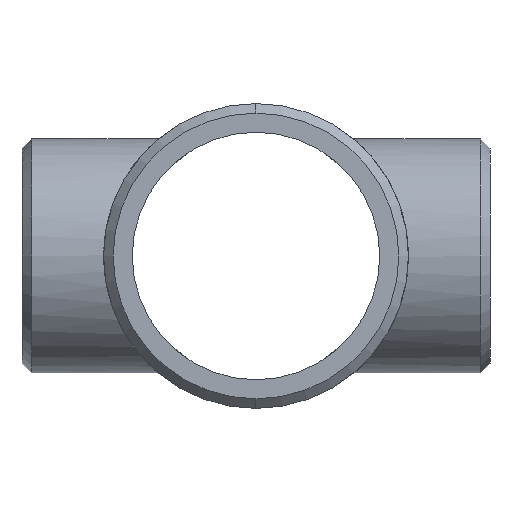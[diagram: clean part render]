
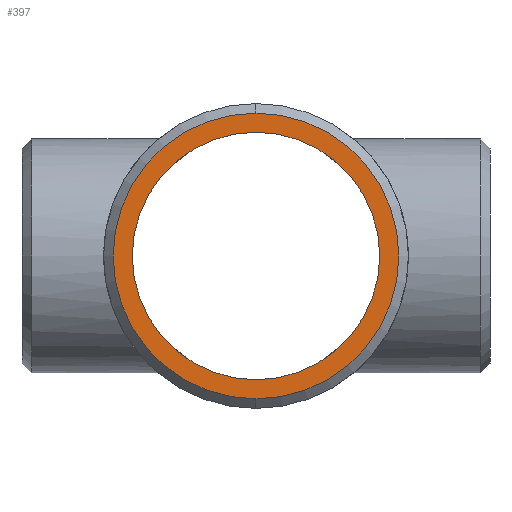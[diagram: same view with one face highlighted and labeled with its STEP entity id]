
A CAD part, left-side view. The second image highlights one B-rep face of the part: STEP entity #397.
In plain terms, the highlighted planar face has unit normal (-1, 0, 0).
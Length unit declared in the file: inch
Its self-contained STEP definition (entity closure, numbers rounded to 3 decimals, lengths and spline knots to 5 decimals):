
#11 = CARTESIAN_POINT ( 'NONE',  ( -7., 0., 4.04183 ) ) ;
#20 = CARTESIAN_POINT ( 'NONE',  ( -7., 0., -3.5005 ) ) ;
#63 = DIRECTION ( 'NONE',  ( -1., 0., 0. ) ) ;
#69 = DIRECTION ( 'NONE',  ( -1., 0., 0. ) ) ;
#83 = CARTESIAN_POINT ( 'NONE',  ( -7., 0., 0. ) ) ;
#152 = AXIS2_PLACEMENT_3D ( 'NONE', #830, #597, #697 ) ;
#178 = AXIS2_PLACEMENT_3D ( 'NONE', #928, #256, #699 ) ;
#195 = CARTESIAN_POINT ( 'NONE',  ( -7., 0., 0. ) ) ;
#198 = CARTESIAN_POINT ( 'NONE',  ( -7., 0., -4.04183 ) ) ;
#208 = EDGE_CURVE ( 'NONE', #983, #897, #667, .T. ) ;
#256 = DIRECTION ( 'NONE',  ( -1., 0., 0. ) ) ;
#257 = EDGE_LOOP ( 'NONE', ( #1004, #531 ) ) ;
#264 = DIRECTION ( 'NONE',  ( 0., 0., 1. ) ) ;
#300 = PLANE ( 'NONE',  #1003 ) ;
#305 = EDGE_CURVE ( 'NONE', #886, #471, #1163, .T. ) ;
#340 = CARTESIAN_POINT ( 'NONE',  ( -7., 0., 3.5005 ) ) ;
#345 = AXIS2_PLACEMENT_3D ( 'NONE', #195, #63, #829 ) ;
#397 = ADVANCED_FACE ( 'NONE', ( #655, #878 ), #300, .T. ) ;
#461 = ORIENTED_EDGE ( 'NONE', *, *, #305, .T. ) ;
#471 = VERTEX_POINT ( 'NONE', #198 ) ;
#484 = CARTESIAN_POINT ( 'NONE',  ( -7., 0., 0. ) ) ;
#531 = ORIENTED_EDGE ( 'NONE', *, *, #208, .T. ) ;
#532 = DIRECTION ( 'NONE',  ( 0., 0., -1. ) ) ;
#593 = CIRCLE ( 'NONE', #152, 3.5005 ) ;
#597 = DIRECTION ( 'NONE',  ( 1., 0., 0. ) ) ;
#655 = FACE_OUTER_BOUND ( 'NONE', #1094, .T. ) ;
#667 = CIRCLE ( 'NONE', #973, 3.5005 ) ;
#697 = DIRECTION ( 'NONE',  ( 0., 0., 1. ) ) ;
#699 = DIRECTION ( 'NONE',  ( 0., 0., 1. ) ) ;
#711 = DIRECTION ( 'NONE',  ( 1., 0., 0. ) ) ;
#829 = DIRECTION ( 'NONE',  ( 0., 0., 1. ) ) ;
#830 = CARTESIAN_POINT ( 'NONE',  ( -7., 0., 0. ) ) ;
#878 = FACE_BOUND ( 'NONE', #257, .T. ) ;
#886 = VERTEX_POINT ( 'NONE', #11 ) ;
#897 = VERTEX_POINT ( 'NONE', #340 ) ;
#928 = CARTESIAN_POINT ( 'NONE',  ( -7., 0., 0. ) ) ;
#973 = AXIS2_PLACEMENT_3D ( 'NONE', #484, #711, #264 ) ;
#983 = VERTEX_POINT ( 'NONE', #20 ) ;
#1003 = AXIS2_PLACEMENT_3D ( 'NONE', #83, #69, #532 ) ;
#1004 = ORIENTED_EDGE ( 'NONE', *, *, #1339, .T. ) ;
#1017 = ORIENTED_EDGE ( 'NONE', *, *, #1167, .T. ) ;
#1094 = EDGE_LOOP ( 'NONE', ( #1017, #461 ) ) ;
#1163 = CIRCLE ( 'NONE', #178, 4.04183 ) ;
#1167 = EDGE_CURVE ( 'NONE', #471, #886, #1300, .T. ) ;
#1300 = CIRCLE ( 'NONE', #345, 4.04183 ) ;
#1339 = EDGE_CURVE ( 'NONE', #897, #983, #593, .T. ) ;
